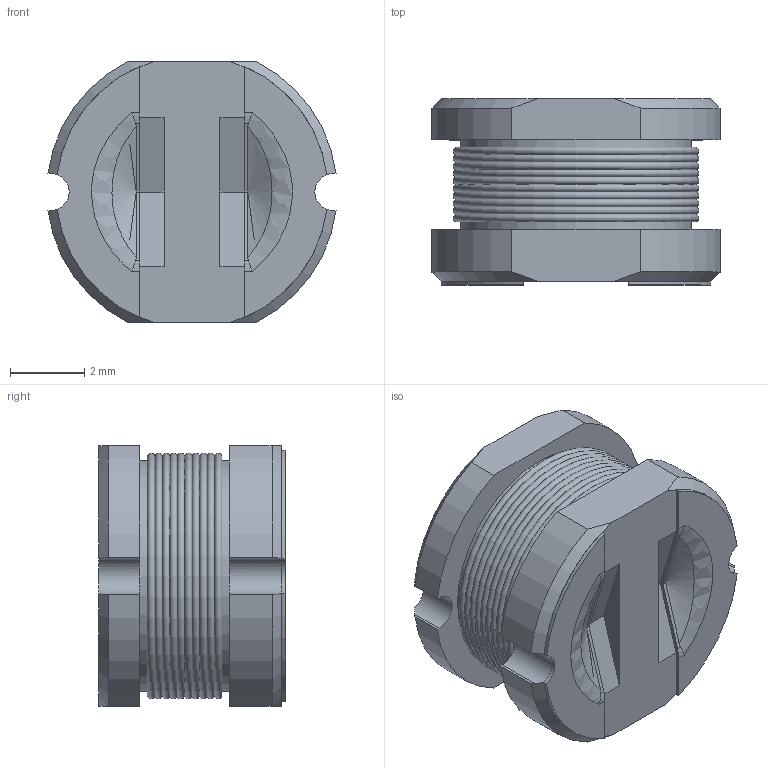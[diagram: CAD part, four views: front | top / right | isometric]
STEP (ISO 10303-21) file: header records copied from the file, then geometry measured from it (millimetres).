
FILE_DESCRIPTION(('FreeCAD Model'),'2;1');
FILE_NAME('RLS-186.step', '2019-06-18T12:38:44',('Author'),(''), 'Open CASCADE STEP processor 7.3','FreeCAD','Unknown');
FILE_SCHEMA(('AUTOMOTIVE_DESIGN { 1 0 10303 214 1 1 1 1 }'));
Length unit declared in the file: millimetre
Products named in the file (1): RLS-186
Bounding box: 7.74 x 5 x 7 mm (x, y, z)
Volume: 183.2 mm3; surface area: 402.2 mm2
Topology: 5 solids, 25 shells, 97 faces, 743 edges, 2038 vertices
Faces by surface type: plane 36, cylinder 23, torus 22, bspline 8, cone 8
Full cylindrical faces by diameter (mm): 6.2 x1
Entity records: 13979 total; most frequent: CARTESIAN_POINT 5282, DIRECTION 1453, LINE 688, VECTOR 688, GEOMETRIC_CURVE_SET 481, ORIENTED_EDGE 474, PCURVE 474, DEFINITIONAL_REPRESENTATION 474
